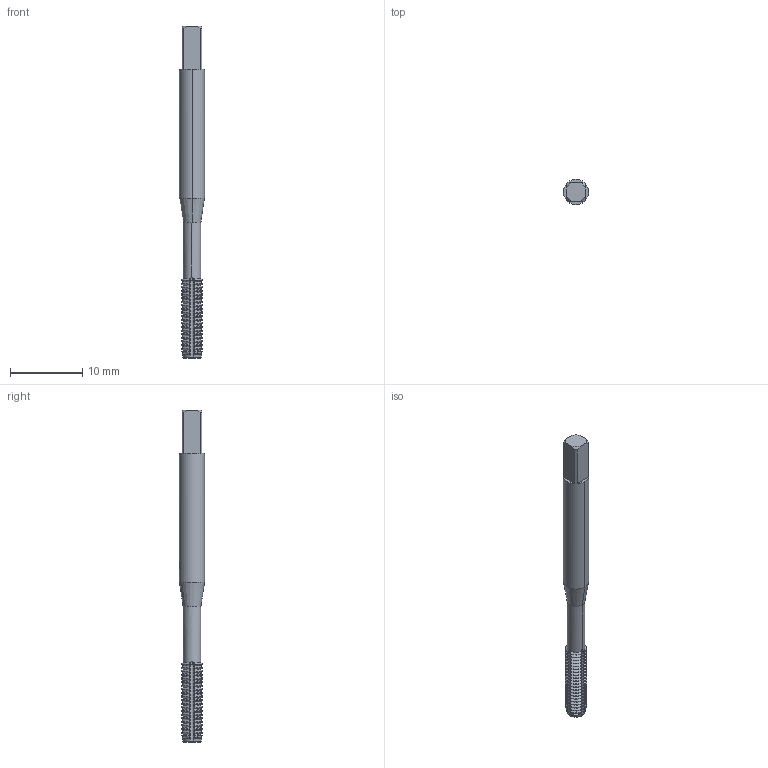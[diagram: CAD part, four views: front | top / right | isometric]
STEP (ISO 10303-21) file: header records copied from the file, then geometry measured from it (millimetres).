
FILE_DESCRIPTION(('no description'),'unknown implementation level');
FILE_NAME('solid8ao7PC4YTOJWUXHoCtKllP2___Q_1.STP',' ',('CIM GmbH Aachen'),('CADClick - KiM GmbH - www.kimweb.de'),'unknown preprocess','ACIS','unknown authorization');
FILE_SCHEMA(('automotive_design'));
Length unit declared in the file: millimetre
Products named in the file (2): 1; 2
Bounding box: 3.5 x 3.5 x 46 mm (x, y, z)
Volume: 333.9 mm3; surface area: 664.5 mm2
Topology: 2 solids, 2 shells, 587 faces, 1739 edges, 1156 vertices
Faces by surface type: cone 206, cylinder 196, plane 177, torus 8
Entity records: 42280 total; most frequent: CARTESIAN_POINT 7767, STYLED_ITEM 3484, PRESENTATION_STYLE_ASSIGNMENT 3484, COLOUR_RGB 3484, ORIENTED_EDGE 3478, DIRECTION 2929, EDGE_CURVE 1739, CURVE_STYLE 1739
